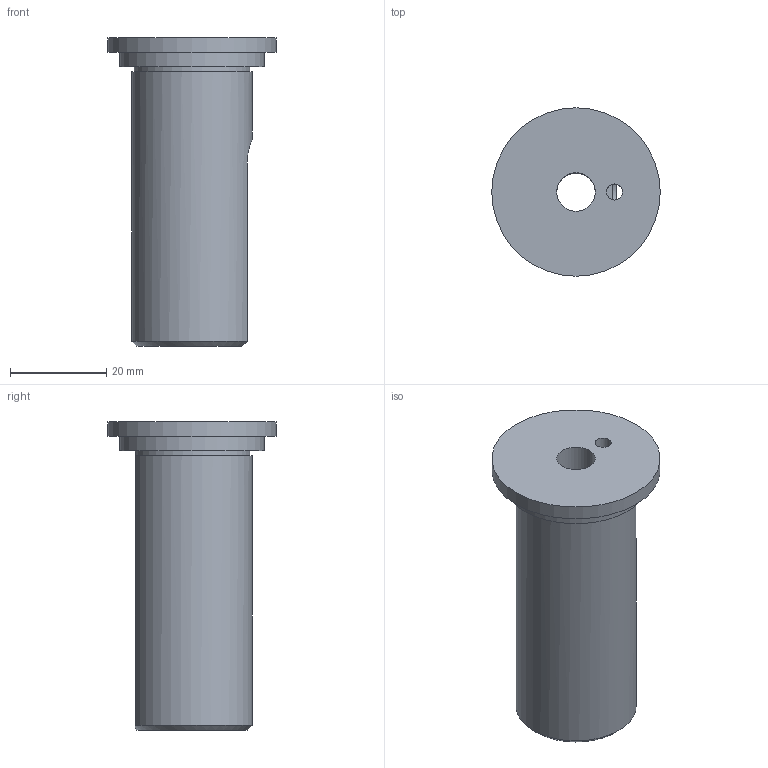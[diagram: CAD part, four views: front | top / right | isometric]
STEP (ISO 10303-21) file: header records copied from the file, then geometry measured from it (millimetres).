
FILE_DESCRIPTION(/* description */ (''),/* implementation_level */ '2;1');
FILE_NAME(/* name */ 'NC25-08OH v2.step',/* time_stamp */ '2022-04-05T08:10:51+09:00',/* author */ (''),/* organization */ (''),/* preprocessor_version */ 'ST-DEVELOPER v18.1',/* originating_system */ 'Autodesk Translation Framework v10.14.0.1471',/* authorisation */ '');
FILE_SCHEMA (('AUTOMOTIVE_DESIGN { 1 0 10303 214 3 1 1 }'));
Length unit declared in the file: millimetre
Products named in the file (1): NC25-10OH
Bounding box: 35 x 35 x 64 mm (x, y, z)
Volume: 27429.2 mm3; surface area: 9355.6 mm2
Topology: 1 solids, 1 shells, 23 faces, 59 edges, 40 vertices
Faces by surface type: plane 12, cylinder 10, cone 1
Full cylindrical faces by diameter (mm): 3.332 x1, 5.035 x2, 8 x1, 10 x2, 30 x1, 35 x1
Entity records: 849 total; most frequent: CARTESIAN_POINT 238, ORIENTED_EDGE 118, DIRECTION 117, EDGE_CURVE 59, AXIS2_PLACEMENT_3D 45, VERTEX_POINT 40, EDGE_LOOP 33, LINE 27
